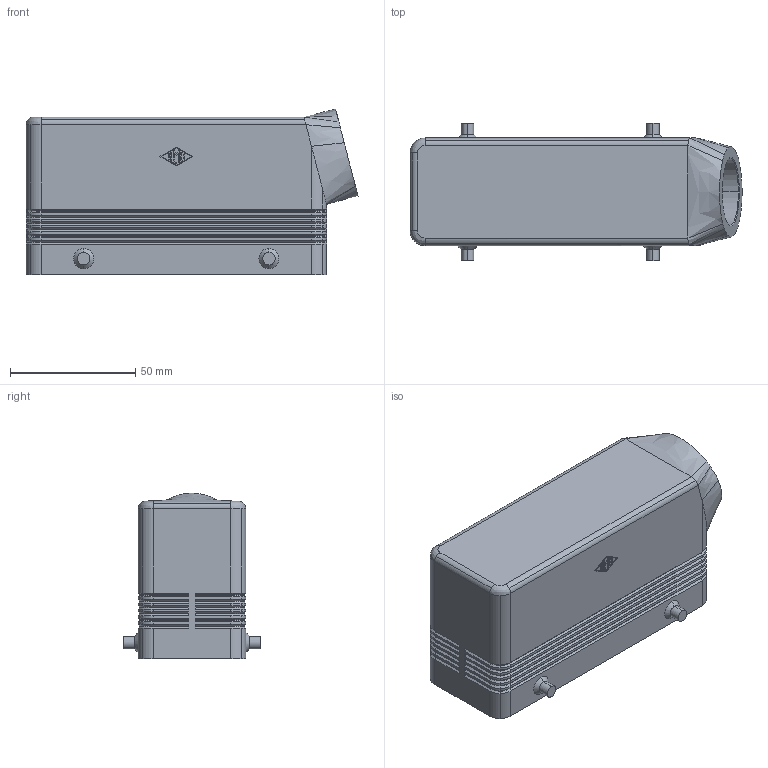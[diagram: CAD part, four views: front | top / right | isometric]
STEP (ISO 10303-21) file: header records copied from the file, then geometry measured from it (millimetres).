
FILE_DESCRIPTION((''),'2;1');
FILE_NAME('CHOS 24.stp','2007-01-05T12:08:59',('gembarski'),(''),'Autodesk Inventor 7','Autodesk Inventor 7','');
FILE_SCHEMA(('AUTOMOTIVE_DESIGN { 1 0 10303 214 1 1 1 1 }'));
Length unit declared in the file: millimetre
Products named in the file (1): CHO Tüllengehäuse 2 Bügel für einen Einsatz
Bounding box: 132.57 x 55 x 66.21 mm (x, y, z)
Volume: 87890.2 mm3; surface area: 50654.4 mm2
Topology: 1 solids, 1 shells, 497 faces, 1167 edges, 682 vertices
Faces by surface type: plane 184, cylinder 113, cone 102, bspline 94, torus 4
Entity records: 14805 total; most frequent: CARTESIAN_POINT 3617, ORIENTED_EDGE 2318, DIRECTION 2315, EDGE_CURVE 1159, VECTOR 779, LINE 779, AXIS2_PLACEMENT_3D 768, VERTEX_POINT 682
